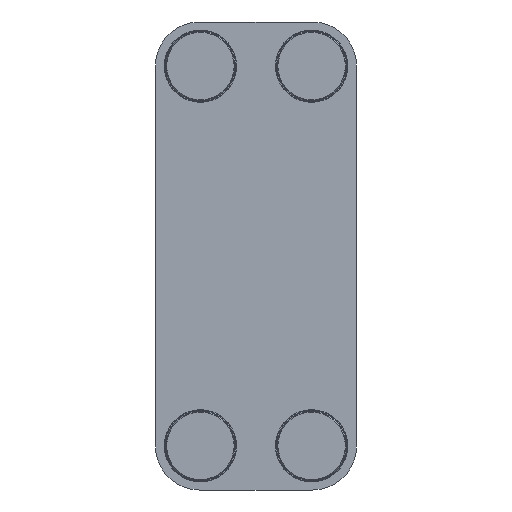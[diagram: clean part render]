
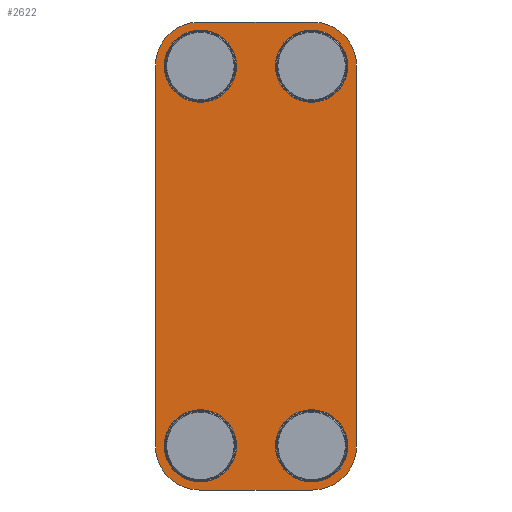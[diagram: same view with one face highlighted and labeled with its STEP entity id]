
A CAD part, front view. The second image highlights one B-rep face of the part: STEP entity #2622.
In plain terms, the highlighted planar face has unit normal (0, -1, 0).
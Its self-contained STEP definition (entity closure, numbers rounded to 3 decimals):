
#898=FACE_OUTER_BOUND('',#1022,.T.);
#1022=EDGE_LOOP('',(#2421,#2422,#2423,#2424,#2425,#2426,#2427,#2428));
#1282=LINE('',#5356,#1554);
#1286=LINE('',#5365,#1558);
#1288=LINE('',#5372,#1560);
#1289=LINE('',#5376,#1561);
#1554=VECTOR('',#3891,10.);
#1558=VECTOR('',#3901,10.);
#1560=VECTOR('',#3909,10.);
#1561=VECTOR('',#3912,10.);
#1825=CIRCLE('',#2971,27.);
#1826=CIRCLE('',#2974,27.);
#1827=CIRCLE('',#2976,27.);
#1828=CIRCLE('',#2977,27.);
#1941=VERTEX_POINT('',#5353);
#1942=VERTEX_POINT('',#5355);
#1943=VERTEX_POINT('',#5359);
#1944=VERTEX_POINT('',#5363);
#1945=VERTEX_POINT('',#5367);
#1946=VERTEX_POINT('',#5371);
#1947=VERTEX_POINT('',#5373);
#1948=VERTEX_POINT('',#5375);
#2102=EDGE_CURVE('',#1942,#1941,#1282,.T.);
#2105=EDGE_CURVE('',#1941,#1943,#1825,.T.);
#2107=EDGE_CURVE('',#1943,#1944,#1286,.T.);
#2109=EDGE_CURVE('',#1944,#1945,#1826,.T.);
#2110=EDGE_CURVE('',#1945,#1946,#1288,.T.);
#2111=EDGE_CURVE('',#1946,#1947,#1827,.T.);
#2112=EDGE_CURVE('',#1947,#1948,#1289,.T.);
#2113=EDGE_CURVE('',#1948,#1942,#1828,.T.);
#2421=ORIENTED_EDGE('',*,*,#2107,.T.);
#2422=ORIENTED_EDGE('',*,*,#2109,.T.);
#2423=ORIENTED_EDGE('',*,*,#2110,.T.);
#2424=ORIENTED_EDGE('',*,*,#2111,.T.);
#2425=ORIENTED_EDGE('',*,*,#2112,.T.);
#2426=ORIENTED_EDGE('',*,*,#2113,.T.);
#2427=ORIENTED_EDGE('',*,*,#2102,.T.);
#2428=ORIENTED_EDGE('',*,*,#2105,.T.);
#2532=PLANE('',#2975);
#2622=ADVANCED_FACE('',(#898),#2532,.T.);
#2971=AXIS2_PLACEMENT_3D('',#5361,#3896,#3897);
#2974=AXIS2_PLACEMENT_3D('',#5369,#3905,#3906);
#2975=AXIS2_PLACEMENT_3D('',#5370,#3907,#3908);
#2976=AXIS2_PLACEMENT_3D('',#5374,#3910,#3911);
#2977=AXIS2_PLACEMENT_3D('',#5377,#3913,#3914);
#3891=DIRECTION('',(0.,0.,-1.));
#3896=DIRECTION('center_axis',(0.,-1.,0.));
#3897=DIRECTION('ref_axis',(-1.,0.,0.));
#3901=DIRECTION('',(1.,0.,0.));
#3905=DIRECTION('center_axis',(0.,-1.,0.));
#3906=DIRECTION('ref_axis',(0.,0.,-1.));
#3907=DIRECTION('center_axis',(0.,-1.,0.));
#3908=DIRECTION('ref_axis',(1.,0.,0.));
#3909=DIRECTION('',(0.,0.,1.));
#3910=DIRECTION('center_axis',(0.,-1.,0.));
#3911=DIRECTION('ref_axis',(1.,0.,0.));
#3912=DIRECTION('',(-1.,0.,0.));
#3913=DIRECTION('center_axis',(0.,-1.,0.));
#3914=DIRECTION('ref_axis',(0.,0.,
1.));
#5353=CARTESIAN_POINT('',(-61.5,0.,27.));
#5355=CARTESIAN_POINT('',(-61.5,0.,259.));
#5356=CARTESIAN_POINT('',(-61.5,0.,259.));
#5359=CARTESIAN_POINT('',(-34.5,0.,0.));
#5361=CARTESIAN_POINT('Origin',(-34.5,0.,27.));
#5363=CARTESIAN_POINT('',(34.5,0.,0.));
#5365=CARTESIAN_POINT('',(-34.5,0.,0.));
#5367=CARTESIAN_POINT('',(61.5,0.,27.));
#5369=CARTESIAN_POINT('Origin',(34.5,0.,27.));
#5370=CARTESIAN_POINT('Origin',(0.,0.,
143.));
#5371=CARTESIAN_POINT('',(61.5,0.,259.));
#5372=CARTESIAN_POINT('',(61.5,0.,27.));
#5373=CARTESIAN_POINT('',(34.5,0.,286.));
#5374=CARTESIAN_POINT('Origin',(34.5,0.,259.));
#5375=CARTESIAN_POINT('',(-34.5,0.,286.));
#5376=CARTESIAN_POINT('',(34.5,0.,286.));
#5377=CARTESIAN_POINT('Origin',(-34.5,0.,259.));
